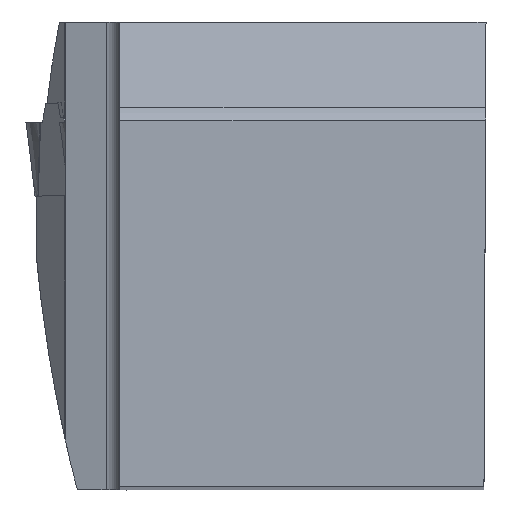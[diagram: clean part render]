
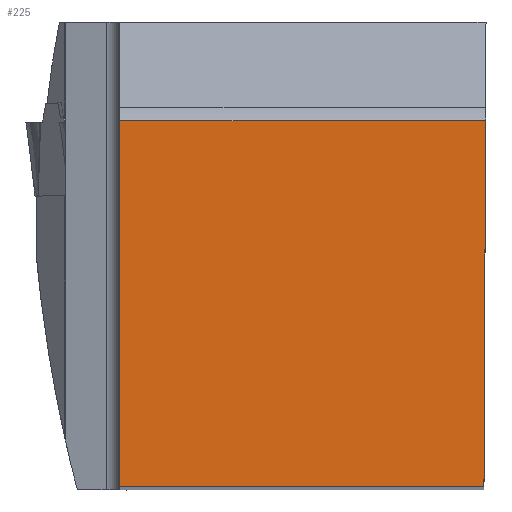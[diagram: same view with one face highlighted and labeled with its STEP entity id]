
A CAD part, top view. The second image highlights one B-rep face of the part: STEP entity #225.
In plain terms, the highlighted planar face has unit normal (0, 0, 1).
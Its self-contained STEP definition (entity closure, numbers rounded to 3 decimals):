
#225=ADVANCED_FACE('CU_BACK_SU1',(#335),#287,.F.);
#287=PLANE('',#1522);
#335=FACE_OUTER_BOUND('',#404,.T.);
#404=EDGE_LOOP('',(#655,#656,#657,#658));
#655=ORIENTED_EDGE('',*,*,#1038,.T.);
#656=ORIENTED_EDGE('',*,*,#1043,.T.);
#657=ORIENTED_EDGE('',*,*,#1052,.T.);
#658=ORIENTED_EDGE('',*,*,#1050,.F.);
#894=VERTEX_POINT('',#1976);
#895=VERTEX_POINT('',#1978);
#899=VERTEX_POINT('',#1987);
#900=VERTEX_POINT('',#1993);
#1038=EDGE_CURVE('',#895,#894,#1222,.T.);
#1043=EDGE_CURVE('',#894,#899,#1225,.T.);
#1050=EDGE_CURVE('',#895,#900,#1231,.T.);
#1052=EDGE_CURVE('',#899,#900,#1233,.T.);
#1222=LINE('',#1977,#1339);
#1225=LINE('',#1988,#1342);
#1231=LINE('',#1999,#1348);
#1233=LINE('',#2002,#1350);
#1339=VECTOR('',#1656,1.);
#1342=VECTOR('',#1665,1.);
#1348=VECTOR('',#1675,1.);
#1350=VECTOR('',#1679,1.);
#1522=AXIS2_PLACEMENT_3D('',#2086,#1751,#1752);
#1656=DIRECTION('',(1.,0.,0.));
#1665=DIRECTION('',(0.004,1.,0.));
#1675=DIRECTION('',(0.,1.,0.));
#1679=DIRECTION('',(-1.,0.,0.));
#1751=DIRECTION('',(0.,0.,-1.));
#1752=DIRECTION('',(0.,-1.,0.));
#1976=CARTESIAN_POINT('',(-0.139,0.,0.));
#1977=CARTESIAN_POINT('',(23.593,0.,0.));
#1978=CARTESIAN_POINT('',(-31.85,0.,0.));
#1987=CARTESIAN_POINT('',(0.,31.85,0.));
#1988=CARTESIAN_POINT('',(0.088,51.953,0.));
#1993=CARTESIAN_POINT('',(-31.85,31.85,0.));
#1999=CARTESIAN_POINT('',(-31.85,51.85,0.));
#2002=CARTESIAN_POINT('',(23.593,31.85,0.));
#2086=CARTESIAN_POINT('',(23.593,51.85,0.));
